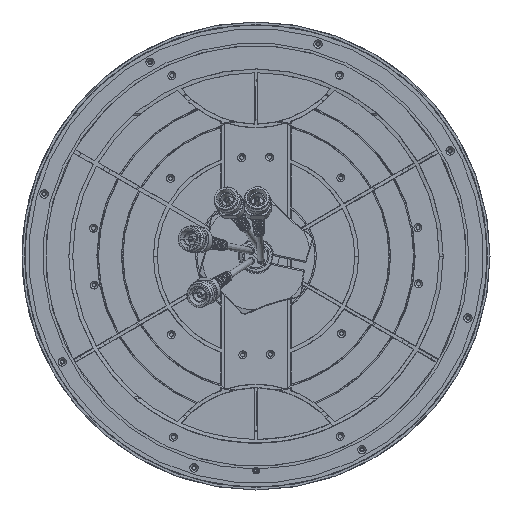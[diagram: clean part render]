
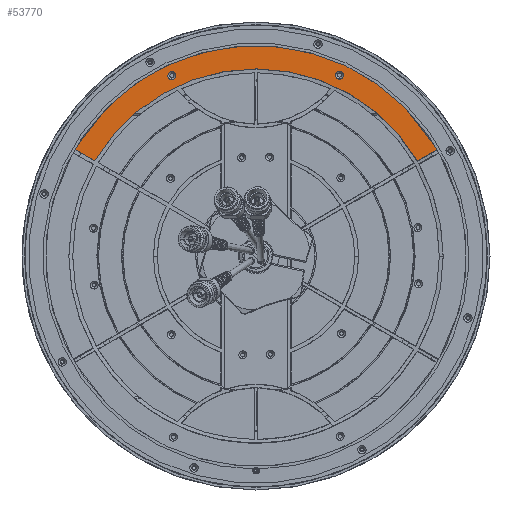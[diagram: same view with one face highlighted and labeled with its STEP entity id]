
A CAD part, front view. The second image highlights one B-rep face of the part: STEP entity #53770.
In plain terms, the highlighted planar face has unit normal (0, -1, 0).
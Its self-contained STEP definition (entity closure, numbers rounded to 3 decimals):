
#700 = DIRECTION ( 'NONE',  ( 0., 1., 0. ) ) ;
#707 = ORIENTED_EDGE ( 'NONE', *, *, #30870, .T. ) ;
#824 = DIRECTION ( 'NONE',  ( 0., -1., 0. ) ) ;
#1219 = LINE ( 'NONE', #45024, #18234 ) ;
#1244 = CARTESIAN_POINT ( 'NONE',  ( 0.815, 0.2, 1.301 ) ) ;
#1613 = CARTESIAN_POINT ( 'NONE',  ( 63.982, 0.2, 141.586 ) ) ;
#1729 = DIRECTION ( 'NONE',  ( -1., 0., 0. ) ) ;
#2104 = VERTEX_POINT ( 'NONE', #32644 ) ;
#2842 = AXIS2_PLACEMENT_3D ( 'NONE', #25045, #12760, #53187 ) ;
#4404 = EDGE_CURVE ( 'NONE', #2104, #48688, #45250, .T. ) ;
#5433 = EDGE_CURVE ( 'NONE', #48688, #13580, #29109, .T. ) ;
#5600 = DIRECTION ( 'NONE',  ( 0., 1., 0. ) ) ;
#7634 = CARTESIAN_POINT ( 'NONE',  ( 0., 0.2, 0. ) ) ;
#7774 = CARTESIAN_POINT ( 'NONE',  ( 138.872, 0.2, 81.747 ) ) ;
#7776 = AXIS2_PLACEMENT_3D ( 'NONE', #39122, #26309, #1729 ) ;
#7782 = AXIS2_PLACEMENT_3D ( 'NONE', #7634, #24548, #45567 ) ;
#8652 = CARTESIAN_POINT ( 'NONE',  ( -138.783, 0.2, 81.898 ) ) ;
#10028 = VECTOR ( 'NONE', #17654, 1000. ) ;
#10103 = AXIS2_PLACEMENT_3D ( 'NONE', #49879, #700, #17383 ) ;
#10605 = VERTEX_POINT ( 'NONE', #30391 ) ;
#12293 = EDGE_LOOP ( 'NONE', ( #43600, #46289, #41831, #25826, #15981 ) ) ;
#12695 = CIRCLE ( 'NONE', #10103, 3.05 ) ;
#12760 = DIRECTION ( 'NONE',  ( 0., 1., 0. ) ) ;
#13139 = FACE_BOUND ( 'NONE', #42014, .T. ) ;
#13580 = VERTEX_POINT ( 'NONE', #8652 ) ;
#15424 = CARTESIAN_POINT ( 'NONE',  ( -123.365, 0.2, 72.996 ) ) ;
#15486 = CARTESIAN_POINT ( 'NONE',  ( -64.428, 0.2, 135.039 ) ) ;
#15981 = ORIENTED_EDGE ( 'NONE', *, *, #5433, .F. ) ;
#16796 = VERTEX_POINT ( 'NONE', #39295 ) ;
#17115 = AXIS2_PLACEMENT_3D ( 'NONE', #45638, #824, #29511 ) ;
#17383 = DIRECTION ( 'NONE',  ( 0., 0., -1. ) ) ;
#17654 = DIRECTION ( 'NONE',  ( -0.866, 0., 0.5 ) ) ;
#17903 = DIRECTION ( 'NONE',  ( 0.866, 0., 0.5 ) ) ;
#18234 = VECTOR ( 'NONE', #17903, 1000. ) ;
#19300 = EDGE_CURVE ( 'NONE', #30294, #10605, #29170, .T. ) ;
#21605 = FACE_OUTER_BOUND ( 'NONE', #12293, .T. ) ;
#23177 = EDGE_CURVE ( 'NONE', #16796, #28494, #49934, .T. ) ;
#24340 = CIRCLE ( 'NONE', #7782, 161.146 ) ;
#24474 = AXIS2_PLACEMENT_3D ( 'NONE', #34525, #5600, #30436 ) ;
#24548 = DIRECTION ( 'NONE',  ( 0., -1., 0. ) ) ;
#24621 = PLANE ( 'NONE',  #17115 ) ;
#25045 = CARTESIAN_POINT ( 'NONE',  ( -64.428, 0.2, 138.089 ) ) ;
#25826 = ORIENTED_EDGE ( 'NONE', *, *, #37900, .T. ) ;
#26309 = DIRECTION ( 'NONE',  ( 0., -1., 0. ) ) ;
#28494 = VERTEX_POINT ( 'NONE', #15486 ) ;
#29109 = LINE ( 'NONE', #1244, #10028 ) ;
#29170 = CIRCLE ( 'NONE', #52726, 161.146 ) ;
#29223 = CARTESIAN_POINT ( 'NONE',  ( 63.982, 0.2, 135.486 ) ) ;
#29511 = DIRECTION ( 'NONE',  ( 0., 0., -1. ) ) ;
#30294 = VERTEX_POINT ( 'NONE', #7774 ) ;
#30391 = CARTESIAN_POINT ( 'NONE',  ( 113.947, 0.2, 113.947 ) ) ;
#30436 = DIRECTION ( 'NONE',  ( 0., 0., -1. ) ) ;
#30696 = EDGE_LOOP ( 'NONE', ( #38667, #37362 ) ) ;
#30870 = EDGE_CURVE ( 'NONE', #37330, #33511, #12695, .T. ) ;
#31523 = CARTESIAN_POINT ( 'NONE',  ( 0., 0.2, 0. ) ) ;
#31567 = DIRECTION ( 'NONE',  ( 0., 0., -1. ) ) ;
#32644 = CARTESIAN_POINT ( 'NONE',  ( 123.483, 0.2, 72.862 ) ) ;
#33511 = VERTEX_POINT ( 'NONE', #1613 ) ;
#33752 = EDGE_CURVE ( 'NONE', #33511, #37330, #44222, .T. ) ;
#34525 = CARTESIAN_POINT ( 'NONE',  ( -64.428, 0.2, 138.089 ) ) ;
#37330 = VERTEX_POINT ( 'NONE', #29223 ) ;
#37362 = ORIENTED_EDGE ( 'NONE', *, *, #23177, .T. ) ;
#37876 = EDGE_CURVE ( 'NONE', #2104, #30294, #1219, .T. ) ;
#37900 = EDGE_CURVE ( 'NONE', #10605, #13580, #24340, .T. ) ;
#38667 = ORIENTED_EDGE ( 'NONE', *, *, #47278, .T. ) ;
#39122 = CARTESIAN_POINT ( 'NONE',  ( 0.019, 0.2, -0.078 ) ) ;
#39222 = CARTESIAN_POINT ( 'NONE',  ( 63.982, 0.2, 138.536 ) ) ;
#39295 = CARTESIAN_POINT ( 'NONE',  ( -64.428, 0.2, 141.139 ) ) ;
#39703 = DIRECTION ( 'NONE',  ( 0., -1., 0. ) ) ;
#40722 = AXIS2_PLACEMENT_3D ( 'NONE', #39222, #52584, #31567 ) ;
#41831 = ORIENTED_EDGE ( 'NONE', *, *, #19300, .T. ) ;
#42014 = EDGE_LOOP ( 'NONE', ( #707, #45522 ) ) ;
#43600 = ORIENTED_EDGE ( 'NONE', *, *, #4404, .F. ) ;
#44222 = CIRCLE ( 'NONE', #40722, 3.05 ) ;
#45024 = CARTESIAN_POINT ( 'NONE',  ( -0.679, 0.2, 1.177 ) ) ;
#45250 = CIRCLE ( 'NONE', #7776, 143.4 ) ;
#45522 = ORIENTED_EDGE ( 'NONE', *, *, #33752, .T. ) ;
#45567 = DIRECTION ( 'NONE',  ( -0.707, 0., -0.707 ) ) ;
#45638 = CARTESIAN_POINT ( 'NONE',  ( 0., 0.2, 0. ) ) ;
#46289 = ORIENTED_EDGE ( 'NONE', *, *, #37876, .T. ) ;
#47278 = EDGE_CURVE ( 'NONE', #28494, #16796, #48034, .T. ) ;
#48034 = CIRCLE ( 'NONE', #24474, 3.05 ) ;
#48688 = VERTEX_POINT ( 'NONE', #15424 ) ;
#49879 = CARTESIAN_POINT ( 'NONE',  ( 63.982, 0.2, 138.536 ) ) ;
#49934 = CIRCLE ( 'NONE', #2842, 3.05 ) ;
#50003 = FACE_BOUND ( 'NONE', #30696, .T. ) ;
#52584 = DIRECTION ( 'NONE',  ( 0., 1., 0. ) ) ;
#52726 = AXIS2_PLACEMENT_3D ( 'NONE', #31523, #39703, #53076 ) ;
#53076 = DIRECTION ( 'NONE',  ( -0.707, 0., -0.707 ) ) ;
#53187 = DIRECTION ( 'NONE',  ( 0., 0., -1. ) ) ;
#53770 = ADVANCED_FACE ( 'NONE', ( #13139, #50003, #21605 ), #24621, .T. ) ;
